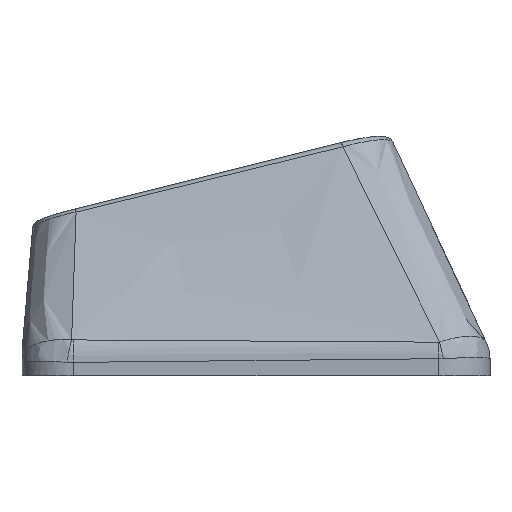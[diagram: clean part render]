
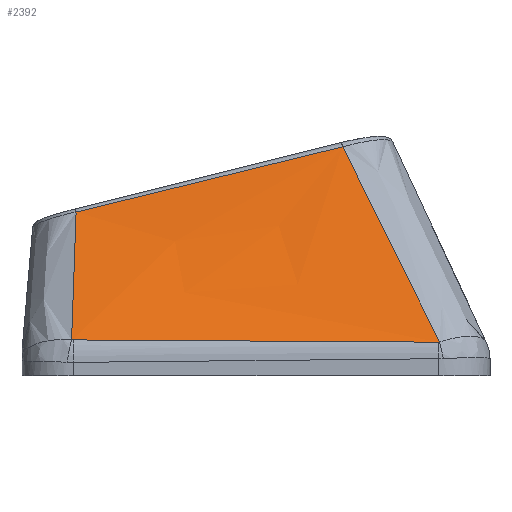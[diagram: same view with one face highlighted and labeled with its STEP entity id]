
A CAD part, left-side view. The second image highlights one B-rep face of the part: STEP entity #2392.
In plain terms, the highlighted free-form (B-spline) face has degree [3, 3] with [4, 4] control points.
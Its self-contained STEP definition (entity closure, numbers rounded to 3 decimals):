
#373=FACE_OUTER_BOUND('',#495,.T.);
#495=EDGE_LOOP('',(#1841,#1842,#1843,#1844,#1845,#1846));
#723=B_SPLINE_CURVE_WITH_KNOTS('',3,(#4584,#4585,#4586,#4587),
 .UNSPECIFIED.,.F.,.F.,(4,4),(0.,0.005),.UNSPECIFIED.);
#725=B_SPLINE_CURVE_WITH_KNOTS('',3,(#4611,#4612,#4613,#4614),
 .UNSPECIFIED.,.F.,.F.,(4,4),(0.,1.416),.UNSPECIFIED.);
#727=B_SPLINE_CURVE_WITH_KNOTS('',3,(#4638,#4639,#4640,#4641),
 .UNSPECIFIED.,.F.,.F.,(4,4),(0.,0.006),
 .UNSPECIFIED.);
#742=B_SPLINE_CURVE_WITH_KNOTS('',3,(#4935,#4936,#4937,#4938),
 .UNSPECIFIED.,.F.,.F.,(4,4),(0.023,0.942),
 .UNSPECIFIED.);
#743=B_SPLINE_CURVE_WITH_KNOTS('',3,(#4940,#4941,#4942,#4943),
 .UNSPECIFIED.,.F.,.F.,(4,4),(-1.249,-0.184),
 .UNSPECIFIED.);
#744=B_SPLINE_CURVE_WITH_KNOTS('',3,(#4944,#4945,#4946,#4947),
 .UNSPECIFIED.,.F.,.F.,(4,4),(-0.627,-0.017),
 .UNSPECIFIED.);
#974=VERTEX_POINT('',#4546);
#976=VERTEX_POINT('',#4577);
#978=VERTEX_POINT('',#4604);
#980=VERTEX_POINT('',#4631);
#1001=VERTEX_POINT('',#4934);
#1002=VERTEX_POINT('',#4939);
#1277=EDGE_CURVE('',#974,#976,#723,.T.);
#1280=EDGE_CURVE('',#976,#978,#725,.T.);
#1283=EDGE_CURVE('',#978,#980,#727,.T.);
#1316=EDGE_CURVE('',#1001,#974,#742,.T.);
#1317=EDGE_CURVE('',#1002,#1001,#743,.T.);
#1318=EDGE_CURVE('',#980,#1002,#744,.T.);
#1841=ORIENTED_EDGE('',*,*,#1283,.F.);
#1842=ORIENTED_EDGE('',*,*,#1280,.F.);
#1843=ORIENTED_EDGE('',*,*,#1277,.F.);
#1844=ORIENTED_EDGE('',*,*,#1316,.F.);
#1845=ORIENTED_EDGE('',*,*,#1317,.F.);
#1846=ORIENTED_EDGE('',*,*,#1318,.F.);
#2327=B_SPLINE_SURFACE_WITH_KNOTS('',3,3,((#4918,#4919,#4920,#4921),(#4922,
#4923,#4924,#4925),(#4926,#4927,#4928,#4929),(#4930,#4931,#4932,#4933)),
 .UNSPECIFIED.,.F.,.F.,.F.,(4,4),(4,4),(0.1,0.894),
(0.024,0.963),.UNSPECIFIED.);
#2392=ADVANCED_FACE('',(#373),#2327,.T.);
#4546=CARTESIAN_POINT('',(-25.603,-7.122,0.309));
#4577=CARTESIAN_POINT('',(-25.604,-7.076,0.304));
#4584=CARTESIAN_POINT('Ctrl Pts',(-25.603,-7.122,0.309));
#4585=CARTESIAN_POINT('Ctrl Pts',(-25.604,-7.107,0.306));
#4586=CARTESIAN_POINT('Ctrl Pts',(-25.605,-7.092,0.304));
#4587=CARTESIAN_POINT('Ctrl Pts',(-25.604,-7.076,0.304));
#4604=CARTESIAN_POINT('',(-25.471,7.093,0.391));
#4611=CARTESIAN_POINT('Ctrl Pts',(-25.604,-7.076,0.304));
#4612=CARTESIAN_POINT('Ctrl Pts',(-25.577,-2.354,0.328));
#4613=CARTESIAN_POINT('Ctrl Pts',(-25.541,2.368,0.358));
#4614=CARTESIAN_POINT('Ctrl Pts',(-25.471,7.093,0.391));
#4631=CARTESIAN_POINT('',(-25.466,7.156,0.397));
#4638=CARTESIAN_POINT('Ctrl Pts',(-25.471,7.093,0.391));
#4639=CARTESIAN_POINT('Ctrl Pts',(-25.47,7.114,0.391));
#4640=CARTESIAN_POINT('Ctrl Pts',(-25.469,7.135,0.393));
#4641=CARTESIAN_POINT('Ctrl Pts',(-25.466,7.156,0.397));
#4918=CARTESIAN_POINT('Ctrl Pts',(-21.951,-3.793,7.988));
#4919=CARTESIAN_POINT('Ctrl Pts',(-23.169,-4.903,5.427));
#4920=CARTESIAN_POINT('Ctrl Pts',(-24.387,-6.014,2.866));
#4921=CARTESIAN_POINT('Ctrl Pts',(-25.605,-7.124,0.304));
#4922=CARTESIAN_POINT('Ctrl Pts',(-21.951,-0.135,
7.098));
#4923=CARTESIAN_POINT('Ctrl Pts',(-23.169,-0.878,
4.822));
#4924=CARTESIAN_POINT('Ctrl Pts',(-24.387,-1.621,2.546));
#4925=CARTESIAN_POINT('Ctrl Pts',(-25.605,-2.364,0.271));
#4926=CARTESIAN_POINT('Ctrl Pts',(-21.951,3.522,6.207));
#4927=CARTESIAN_POINT('Ctrl Pts',(-23.169,3.147,4.217));
#4928=CARTESIAN_POINT('Ctrl Pts',(-24.387,2.771,2.227));
#4929=CARTESIAN_POINT('Ctrl Pts',(-25.605,2.395,0.237));
#4930=CARTESIAN_POINT('Ctrl Pts',(-21.951,7.18,5.317));
#4931=CARTESIAN_POINT('Ctrl Pts',(-23.169,7.172,3.612));
#4932=CARTESIAN_POINT('Ctrl Pts',(-24.387,7.163,1.907));
#4933=CARTESIAN_POINT('Ctrl Pts',(-25.605,7.155,0.203));
#4934=CARTESIAN_POINT('',(-21.951,-3.36,7.883));
#4935=CARTESIAN_POINT('Ctrl Pts',(-21.951,-3.36,7.883));
#4936=CARTESIAN_POINT('Ctrl Pts',(-23.185,-4.626,5.368));
#4937=CARTESIAN_POINT('Ctrl Pts',(-24.398,-5.878,2.842));
#4938=CARTESIAN_POINT('Ctrl Pts',(-25.603,-7.122,0.309));
#4939=CARTESIAN_POINT('',(-21.959,6.981,5.355));
#4940=CARTESIAN_POINT('Ctrl Pts',(-21.959,6.981,5.355));
#4941=CARTESIAN_POINT('Ctrl Pts',(-21.959,3.533,6.192));
#4942=CARTESIAN_POINT('Ctrl Pts',(-21.955,0.086,
7.036));
#4943=CARTESIAN_POINT('Ctrl Pts',(-21.951,-3.36,7.883));
#4944=CARTESIAN_POINT('Ctrl Pts',(-25.466,7.156,0.397));
#4945=CARTESIAN_POINT('Ctrl Pts',(-24.289,7.081,2.045));
#4946=CARTESIAN_POINT('Ctrl Pts',(-23.12,7.019,3.698));
#4947=CARTESIAN_POINT('Ctrl Pts',(-21.959,6.981,5.355));
